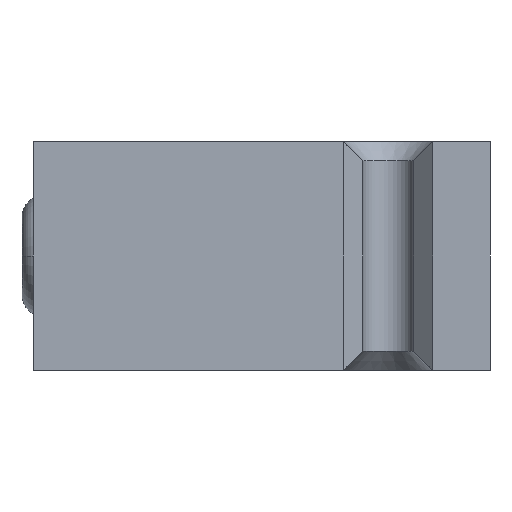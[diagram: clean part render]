
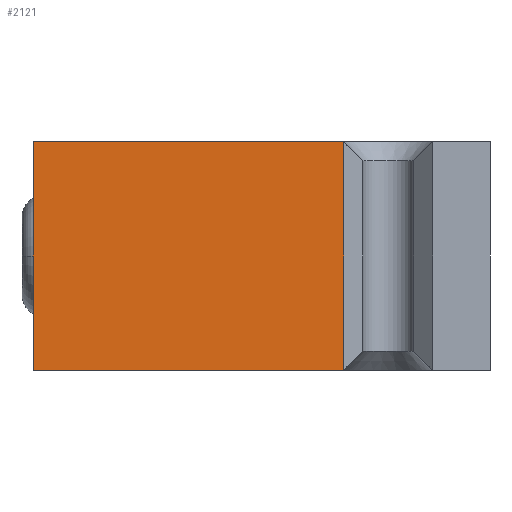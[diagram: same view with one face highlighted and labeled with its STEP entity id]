
A CAD part, front view. The second image highlights one B-rep face of the part: STEP entity #2121.
In plain terms, the highlighted planar face has unit normal (0, -1, 0).
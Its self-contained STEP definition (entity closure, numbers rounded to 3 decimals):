
#75=DIRECTION('',(1.,0.,0.));
#76=VECTOR('',#75,16.3);
#77=CARTESIAN_POINT('',(-12.,-40.,6.));
#78=LINE('',#77,#76);
#196=DIRECTION('',(1.,0.,0.));
#197=VECTOR('',#196,16.3);
#198=CARTESIAN_POINT('',(-12.,-40.,-6.));
#199=LINE('',#198,#197);
#252=DIRECTION('',(0.,0.,-1.));
#253=VECTOR('',#252,12.);
#254=CARTESIAN_POINT('',(4.3,-40.,6.));
#255=LINE('',#254,#253);
#256=DIRECTION('',(0.,0.,-1.));
#257=VECTOR('',#256,12.);
#258=CARTESIAN_POINT('',(-12.,-40.,6.));
#259=LINE('',#258,#257);
#1659=CARTESIAN_POINT('',(-12.,-40.,6.));
#1660=VERTEX_POINT('',#1659);
#1671=CARTESIAN_POINT('',(-12.,-40.,-6.));
#1672=VERTEX_POINT('',#1671);
#1816=CARTESIAN_POINT('',(4.3,-40.,-6.));
#1818=VERTEX_POINT('',#1816);
#1833=CARTESIAN_POINT('',(4.3,-40.,6.));
#1834=VERTEX_POINT('',#1833);
#2109=CARTESIAN_POINT('',(-12.,-40.,6.));
#2110=DIRECTION('',(0.,-1.,0.));
#2111=DIRECTION('',(1.,0.,0.));
#2112=AXIS2_PLACEMENT_3D('',#2109,#2110,#2111);
#2113=PLANE('',#2112);
#2114=ORIENTED_EDGE('',*,*,#2100,.T.);
#2115=ORIENTED_EDGE('',*,*,#2036,.F.);
#2117=ORIENTED_EDGE('',*,*,#2116,.F.);
#2118=ORIENTED_EDGE('',*,*,#1920,.T.);
#2119=EDGE_LOOP('',(#2114,#2115,#2117,#2118));
#2120=FACE_OUTER_BOUND('',#2119,.F.);
#1920=EDGE_CURVE('',#1660,#1834,#78,.T.);
#2036=EDGE_CURVE('',#1672,#1818,#199,.T.);
#2100=EDGE_CURVE('',#1834,#1818,#255,.T.);
#2116=EDGE_CURVE('',#1660,#1672,#259,.T.);
#2121=ADVANCED_FACE('',(#2120),#2113,.T.);
